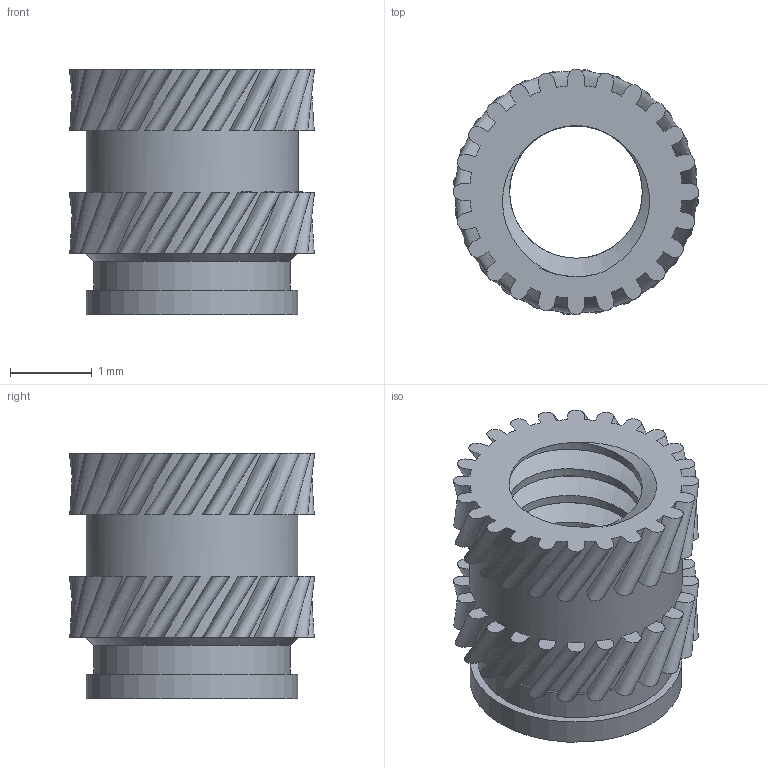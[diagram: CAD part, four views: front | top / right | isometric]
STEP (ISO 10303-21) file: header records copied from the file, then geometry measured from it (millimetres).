
FILE_DESCRIPTION(/* description */ (''),/* implementation_level */ '2;1');
FILE_NAME(/* name */ 'Heat Set Insert - M2 3mm x 3mm (ODxL) v3.step',/* time_stamp */ '2024-04-01T11:39:48+10:00',/* author */ (''),/* organization */ (''),/* preprocessor_version */ 'ST-DEVELOPER v20',/* originating_system */ 'Autodesk Translation Framework v12.20.1.177',/* authorisation */ '');
FILE_SCHEMA (('AUTOMOTIVE_DESIGN { 1 0 10303 214 3 1 1 }'));
Length unit declared in the file: millimetre
Products named in the file (1): Heat Set Insert - M2 3mm x 3mm (ODxL)
Bounding box: 3 x 3 x 3 mm (x, y, z)
Volume: 9 mm3; surface area: 75.3 mm2
Topology: 1 solids, 1 shells, 126 faces, 366 edges, 244 vertices
Faces by surface type: plane 52, bspline 50, cylinder 23, cone 1
Full cylindrical faces by diameter (mm): 1.623 x4, 2.074 x2, 2.4 x1, 2.592 x1, 2.6 x1
Entity records: 8988 total; most frequent: CARTESIAN_POINT 6125, ORIENTED_EDGE 732, DIRECTION 392, EDGE_CURVE 366, VERTEX_POINT 244, B_SPLINE_CURVE_WITH_KNOTS 236, AXIS2_PLACEMENT_3D 185, EDGE_LOOP 130
